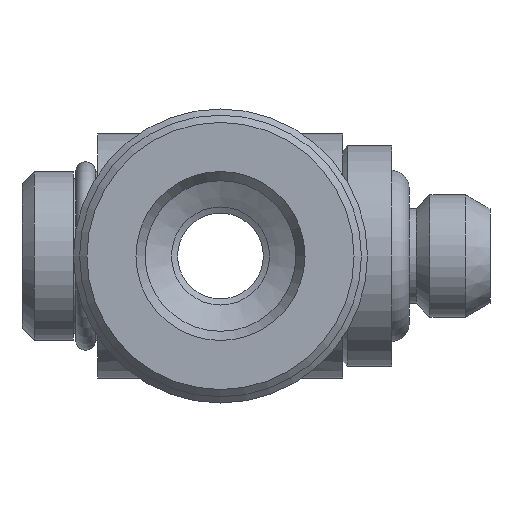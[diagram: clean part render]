
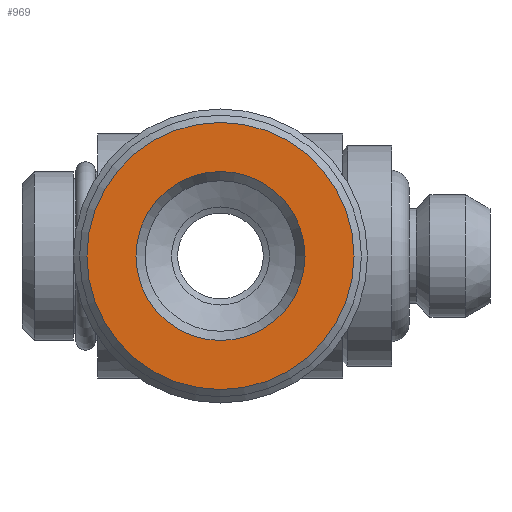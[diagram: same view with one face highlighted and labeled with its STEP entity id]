
A CAD part, left-side view. The second image highlights one B-rep face of the part: STEP entity #969.
In plain terms, the highlighted planar face has unit normal (-1, 0, 0).
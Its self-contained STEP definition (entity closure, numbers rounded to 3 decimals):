
#108=CIRCLE('',#1594,3.45);
#125=CIRCLE('',#1629,5.45);
#295=ORIENTED_EDGE('',*,*,#432,.T.);
#296=ORIENTED_EDGE('',*,*,#457,.F.);
#432=EDGE_CURVE('',#537,#537,#108,.T.);
#457=EDGE_CURVE('',#556,#556,#125,.T.);
#537=VERTEX_POINT('',#2118);
#556=VERTEX_POINT('',#2184);
#699=EDGE_LOOP('',(#295));
#700=EDGE_LOOP('',(#296));
#839=FACE_BOUND('',#699,.T.);
#840=FACE_BOUND('',#700,.T.);
#911=PLANE('',#1649);
#969=ADVANCED_FACE('',(#839,#840),#911,.T.);
#1594=AXIS2_PLACEMENT_3D('',#2117,#1799,#1800);
#1629=AXIS2_PLACEMENT_3D('',#2183,#1876,#1877);
#1649=AXIS2_PLACEMENT_3D('',#2220,#1918,#1919);
#1799=DIRECTION('',(1.,0.,0.));
#1800=DIRECTION('',(0.,0.,1.));
#1876=DIRECTION('',(1.,0.,0.));
#1877=DIRECTION('',(0.,0.,1.));
#1918=DIRECTION('',(-1.,0.,0.));
#1919=DIRECTION('',(0.,1.,0.));
#2117=CARTESIAN_POINT('',(-21.7,11.,0.));
#2118=CARTESIAN_POINT('',(-21.7,11.,3.45));
#2183=CARTESIAN_POINT('',(-21.7,11.,0.));
#2184=CARTESIAN_POINT('',(-21.7,11.,5.45));
#2220=CARTESIAN_POINT('',(-21.7,5.55,0.));
